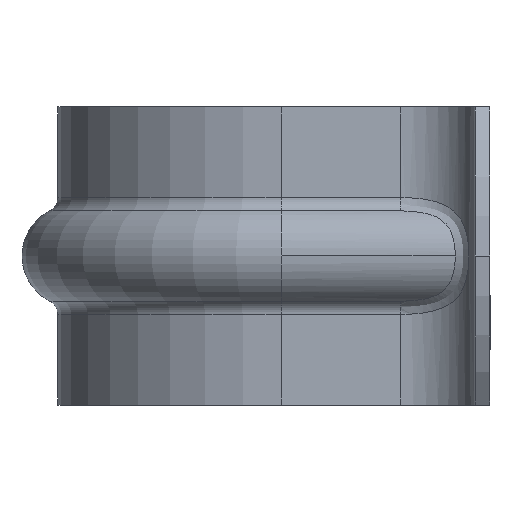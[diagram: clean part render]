
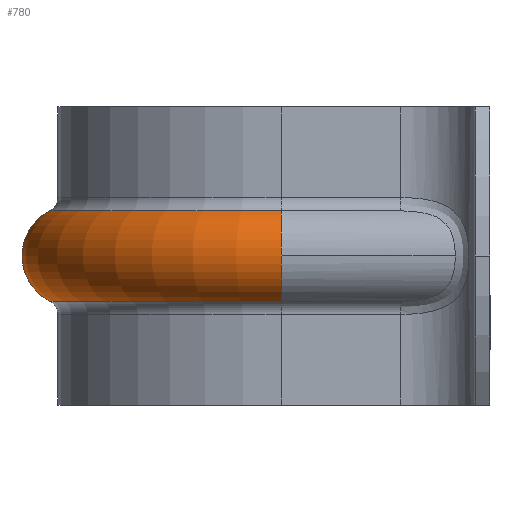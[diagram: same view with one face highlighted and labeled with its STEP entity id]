
A CAD part, left-side view. The second image highlights one B-rep face of the part: STEP entity #780.
In plain terms, the highlighted toroidal (fillet/blend) face has major radius 14 mm and minor radius 3.4 mm.
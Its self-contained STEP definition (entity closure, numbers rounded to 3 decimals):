
#47 = VERTEX_POINT ( 'NONE', #976 ) ;
#64 = VERTEX_POINT ( 'NONE', #1249 ) ;
#112 = ORIENTED_EDGE ( 'NONE', *, *, #981, .F. ) ;
#119 = AXIS2_PLACEMENT_3D ( 'NONE', #475, #1092, #331 ) ;
#129 = DIRECTION ( 'NONE',  ( 0., 1., 0. ) ) ;
#148 = ORIENTED_EDGE ( 'NONE', *, *, #1831, .T. ) ;
#158 = EDGE_LOOP ( 'NONE', ( #1203, #1507, #543, #148, #112, #615 ) ) ;
#265 = EDGE_CURVE ( 'NONE', #701, #570, #328, .T. ) ;
#272 = CARTESIAN_POINT ( 'NONE',  ( 15.545, 14., 6.972 ) ) ;
#275 = CIRCLE ( 'NONE', #1165, 15.545 ) ;
#328 = CIRCLE ( 'NONE', #1793, 3.4 ) ;
#331 = DIRECTION ( 'NONE',  ( 1., 0., 0. ) ) ;
#342 = CARTESIAN_POINT ( 'NONE',  ( -14., 14., 10. ) ) ;
#346 = DIRECTION ( 'NONE',  ( 1., 0., 0. ) ) ;
#475 = CARTESIAN_POINT ( 'NONE',  ( 14., 14., 10. ) ) ;
#478 = CARTESIAN_POINT ( 'NONE',  ( -14., 14., 10. ) ) ;
#543 = ORIENTED_EDGE ( 'NONE', *, *, #1509, .T. ) ;
#570 = VERTEX_POINT ( 'NONE', #1534 ) ;
#615 = ORIENTED_EDGE ( 'NONE', *, *, #265, .F. ) ;
#616 = DIRECTION ( 'NONE',  ( 1., 0., 0. ) ) ;
#701 = VERTEX_POINT ( 'NONE', #799 ) ;
#704 = FACE_OUTER_BOUND ( 'NONE', #158, .T. ) ;
#716 = CARTESIAN_POINT ( 'NONE',  ( 17.4, 14., 10. ) ) ;
#778 = CARTESIAN_POINT ( 'NONE',  ( 14., 14., 10. ) ) ;
#779 = DIRECTION ( 'NONE',  ( 0., 0., -1. ) ) ;
#780 = ADVANCED_FACE ( 'NONE', ( #704 ), #850, .T. ) ;
#799 = CARTESIAN_POINT ( 'NONE',  ( -17.4, 14., 10. ) ) ;
#835 = VERTEX_POINT ( 'NONE', #716 ) ;
#850 = TOROIDAL_SURFACE ( 'NONE', #1676, 14., 3.4 ) ;
#917 = AXIS2_PLACEMENT_3D ( 'NONE', #778, #129, #1393 ) ;
#944 = DIRECTION ( 'NONE',  ( 0., 0., 1. ) ) ;
#961 = VERTEX_POINT ( 'NONE', #272 ) ;
#976 = CARTESIAN_POINT ( 'NONE',  ( -15.545, 14., 13.028 ) ) ;
#981 = EDGE_CURVE ( 'NONE', #570, #961, #275, .T. ) ;
#982 = CIRCLE ( 'NONE', #119, 3.4 ) ;
#984 = CIRCLE ( 'NONE', #917, 3.4 ) ;
#1071 = DIRECTION ( 'NONE',  ( 0., -1., 0. ) ) ;
#1092 = DIRECTION ( 'NONE',  ( 0., 1., 0. ) ) ;
#1165 = AXIS2_PLACEMENT_3D ( 'NONE', #1818, #779, #1680 ) ;
#1203 = ORIENTED_EDGE ( 'NONE', *, *, #1435, .F. ) ;
#1233 = CIRCLE ( 'NONE', #1364, 15.545 ) ;
#1249 = CARTESIAN_POINT ( 'NONE',  ( 15.545, 14., 13.028 ) ) ;
#1364 = AXIS2_PLACEMENT_3D ( 'NONE', #1568, #944, #1556 ) ;
#1393 = DIRECTION ( 'NONE',  ( 1., 0., 0. ) ) ;
#1414 = DIRECTION ( 'NONE',  ( 0., -1., 0. ) ) ;
#1435 = EDGE_CURVE ( 'NONE', #47, #701, #1457, .T. ) ;
#1457 = CIRCLE ( 'NONE', #1743, 3.4 ) ;
#1507 = ORIENTED_EDGE ( 'NONE', *, *, #1519, .F. ) ;
#1509 = EDGE_CURVE ( 'NONE', #64, #835, #982, .T. ) ;
#1519 = EDGE_CURVE ( 'NONE', #64, #47, #1233, .T. ) ;
#1534 = CARTESIAN_POINT ( 'NONE',  ( -15.545, 14., 6.972 ) ) ;
#1556 = DIRECTION ( 'NONE',  ( -1., 0., 0. ) ) ;
#1568 = CARTESIAN_POINT ( 'NONE',  ( 0., 14., 13.028 ) ) ;
#1629 = DIRECTION ( 'NONE',  ( -1., 0., 0. ) ) ;
#1651 = CARTESIAN_POINT ( 'NONE',  ( 0., 14., 10. ) ) ;
#1676 = AXIS2_PLACEMENT_3D ( 'NONE', #1651, #1788, #1629 ) ;
#1680 = DIRECTION ( 'NONE',  ( -1., 0., 0. ) ) ;
#1743 = AXIS2_PLACEMENT_3D ( 'NONE', #342, #1071, #616 ) ;
#1788 = DIRECTION ( 'NONE',  ( 0., 0., -1. ) ) ;
#1793 = AXIS2_PLACEMENT_3D ( 'NONE', #478, #1414, #346 ) ;
#1818 = CARTESIAN_POINT ( 'NONE',  ( 0., 14., 6.972 ) ) ;
#1831 = EDGE_CURVE ( 'NONE', #835, #961, #984, .T. ) ;
